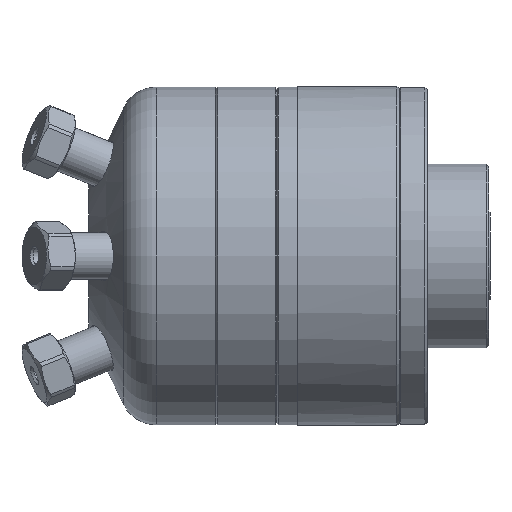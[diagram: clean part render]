
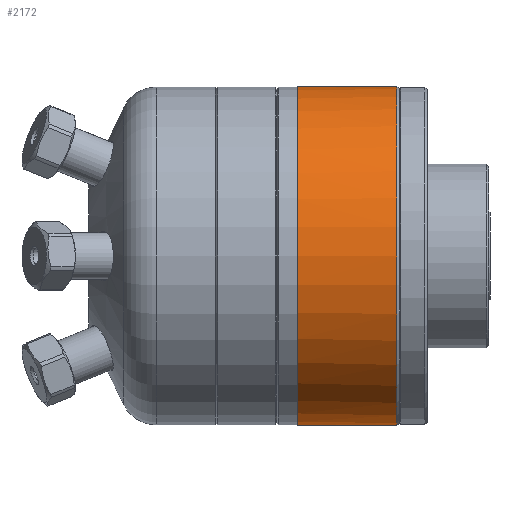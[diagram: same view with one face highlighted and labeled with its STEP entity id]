
A CAD part, front view. The second image highlights one B-rep face of the part: STEP entity #2172.
In plain terms, the highlighted cylindrical face has radius 17.525 mm (diameter 35.05 mm), a full revolution.
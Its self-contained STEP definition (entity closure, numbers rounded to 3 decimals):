
#1989=CARTESIAN_POINT('',(31.831,17.525,0.));
#1990=VERTEX_POINT('',#1989);
#1991=CARTESIAN_POINT('',(31.831,0.,0.));
#1992=DIRECTION('',(1.0,0.0,0.0));
#1993=DIRECTION('',(0.0,-1.0,0.0));
#1994=AXIS2_PLACEMENT_3D('',#1991,#1992,#1993);
#1995=CIRCLE('',#1994,17.525);
#1996=EDGE_CURVE('',#1990,#1990,#1995,.T.);
#2083=CARTESIAN_POINT('',(31.75,15.993,-7.167));
#2084=VERTEX_POINT('',#2083);
#2085=CARTESIAN_POINT('',(31.75,15.993,7.167));
#2086=VERTEX_POINT('',#2085);
#2087=CARTESIAN_POINT('',(31.75,0.,0.));
#2088=DIRECTION('',(1.0,0.0,0.0));
#2089=DIRECTION('',(0.0,1.0,0.0));
#2090=AXIS2_PLACEMENT_3D('',#2087,#2088,#2089);
#2091=CIRCLE('',#2090,17.525);
#2092=EDGE_CURVE('',#2084,#2086,#2091,.T.);
#2138=CARTESIAN_POINT('',(26.861,0.,0.));
#2139=DIRECTION('',(-1.0,0.,0.));
#2140=DIRECTION('',(0.0,1.0,0.0));
#2141=AXIS2_PLACEMENT_3D('',#2138,#2139,#2140);
#2142=CYLINDRICAL_SURFACE('',#2141,17.525);
#2143=ORIENTED_EDGE('',*,*,#1996,.F.);
#2144=EDGE_LOOP('',(#2143));
#2145=FACE_OUTER_BOUND('',#2144,.T.);
#2146=CARTESIAN_POINT('',(21.59,15.993,-7.167));
#2147=VERTEX_POINT('',#2146);
#2148=CARTESIAN_POINT('',(31.75,15.993,-7.167));
#2149=DIRECTION('',(-1.0,0.0,0.0));
#2150=VECTOR('',#2149,10.16);
#2151=LINE('',#2148,#2150);
#2152=EDGE_CURVE('',#2084,#2147,#2151,.T.);
#2153=ORIENTED_EDGE('',*,*,#2152,.F.);
#2154=ORIENTED_EDGE('',*,*,#2092,.T.);
#2155=CARTESIAN_POINT('',(21.59,15.993,7.167));
#2156=VERTEX_POINT('',#2155);
#2157=CARTESIAN_POINT('',(21.59,15.993,7.167));
#2158=DIRECTION('',(1.0,0.0,0.0));
#2159=VECTOR('',#2158,10.16);
#2160=LINE('',#2157,#2159);
#2161=EDGE_CURVE('',#2156,#2086,#2160,.T.);
#2162=ORIENTED_EDGE('',*,*,#2161,.F.);
#2163=CARTESIAN_POINT('',(21.59,0.,0.));
#2164=DIRECTION('',(-1.0,0.0,0.0));
#2165=DIRECTION('',(0.0,1.0,0.0));
#2166=AXIS2_PLACEMENT_3D('',#2163,#2164,#2165);
#2167=CIRCLE('',#2166,17.525);
#2168=EDGE_CURVE('',#2147,#2156,#2167,.T.);
#2169=ORIENTED_EDGE('',*,*,#2168,.F.);
#2170=EDGE_LOOP('',(#2153,#2154,#2162,#2169));
#2171=FACE_BOUND('',#2170,.T.);
#2172=ADVANCED_FACE('',(#2145,#2171),#2142,.T.);
